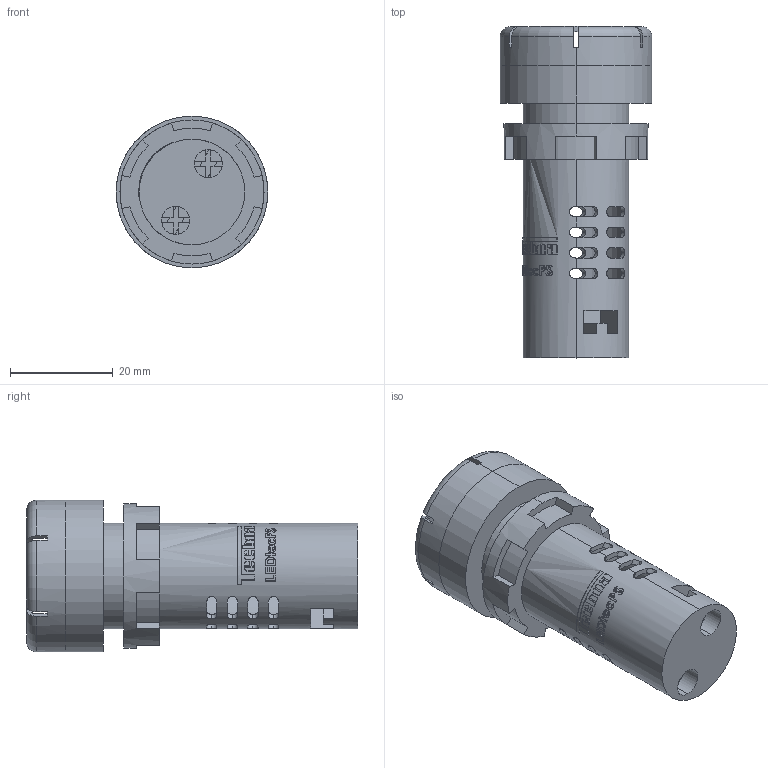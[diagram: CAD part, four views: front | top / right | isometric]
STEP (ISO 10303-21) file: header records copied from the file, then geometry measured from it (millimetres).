
FILE_DESCRIPTION (( 'STEP AP214' ), '1' );
FILE_NAME ('LEDtecPS.STEP', '2020-07-09T06:17:46', ( '' ), ( '' ), 'SwSTEP 2.0', 'SolidWorks 2020', '' );
FILE_SCHEMA (( 'AUTOMOTIVE_DESIGN' ));
Length unit declared in the file: millimetre
Products named in the file (1): LEDtecPS
Bounding box: 29.5 x 64.5 x 29.5 mm (x, y, z)
Volume: 18806.1 mm3; surface area: 10569.5 mm2
Topology: 2 solids, 2 shells, 500 faces, 1487 edges, 986 vertices
Faces by surface type: plane 260, cylinder 132, bspline 96, torus 12
Entity records: 26383 total; most frequent: CARTESIAN_POINT 9774, ORIENTED_EDGE 2974, DIRECTION 2359, EDGE_CURVE 1487, VERTEX_POINT 986, AXIS2_PLACEMENT_3D 801, LINE 757, VECTOR 757
